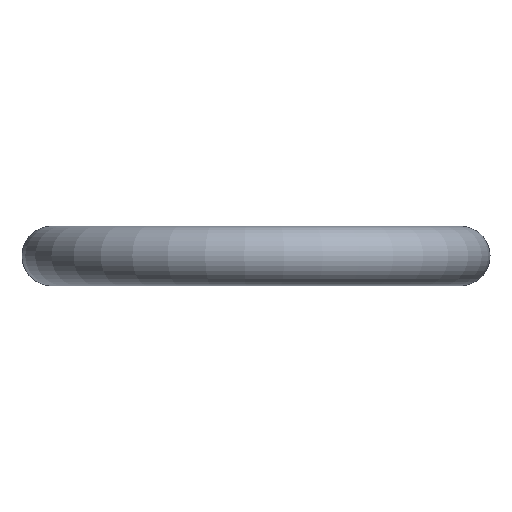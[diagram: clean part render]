
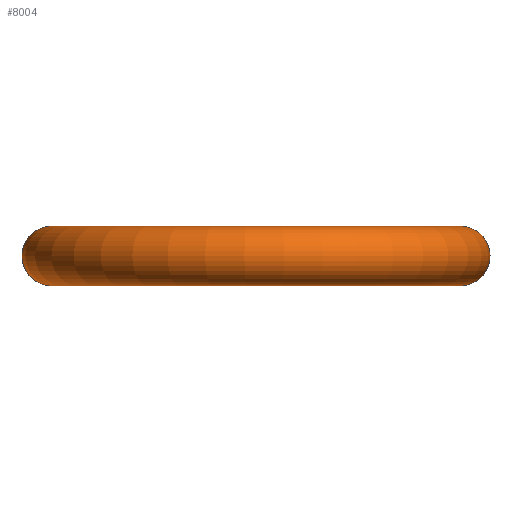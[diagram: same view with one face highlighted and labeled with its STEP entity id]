
A CAD part, front view. The second image highlights one B-rep face of the part: STEP entity #8004.
In plain terms, the highlighted toroidal (fillet/blend) face has major radius 48 mm and minor radius 7 mm.
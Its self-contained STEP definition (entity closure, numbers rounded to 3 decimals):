
#1094 = CARTESIAN_POINT ( 'NONE',  ( -48., 55., 0. ) ) ;
#1149 = DIRECTION ( 'NONE',  ( 0., 0., 1. ) ) ;
#1769 = VERTEX_POINT ( 'NONE', #2530 ) ;
#1851 = FACE_OUTER_BOUND ( 'NONE', #10091, .T. ) ;
#1893 = DIRECTION ( 'NONE',  ( 0., 0., -1. ) ) ;
#2310 = ORIENTED_EDGE ( 'NONE', *, *, #7529, .F. ) ;
#2489 = VERTEX_POINT ( 'NONE', #7932 ) ;
#2501 = AXIS2_PLACEMENT_3D ( 'NONE', #8246, #1149, #2779 ) ;
#2530 = CARTESIAN_POINT ( 'NONE',  ( -48., 55., -7. ) ) ;
#2632 = EDGE_CURVE ( 'NONE', #1769, #1769, #2762, .T. ) ;
#2762 = CIRCLE ( 'NONE', #5669, 7. ) ;
#2779 = DIRECTION ( 'NONE',  ( 1., 0., 0. ) ) ;
#2924 = TOROIDAL_SURFACE ( 'NONE', #2501, 48., 7. ) ;
#3899 = FACE_OUTER_BOUND ( 'NONE', #5350, .T. ) ;
#4481 = ORIENTED_EDGE ( 'NONE', *, *, #2632, .T. ) ;
#5350 = EDGE_LOOP ( 'NONE', ( #2310 ) ) ;
#5669 = AXIS2_PLACEMENT_3D ( 'NONE', #1094, #6547, #1893 ) ;
#6547 = DIRECTION ( 'NONE',  ( 0., -1., 0. ) ) ;
#7529 = EDGE_CURVE ( 'NONE', #2489, #2489, #9986, .T. ) ;
#7670 = CARTESIAN_POINT ( 'NONE',  ( 48., 55., 0. ) ) ;
#7932 = CARTESIAN_POINT ( 'NONE',  ( 48., 55., -7. ) ) ;
#8004 = ADVANCED_FACE ( 'NONE', ( #1851, #3899 ), #2924, .T. ) ;
#8188 = AXIS2_PLACEMENT_3D ( 'NONE', #7670, #8407, #8445 ) ;
#8246 = CARTESIAN_POINT ( 'NONE',  ( 0., 55., 0. ) ) ;
#8407 = DIRECTION ( 'NONE',  ( 0., 1., 0. ) ) ;
#8445 = DIRECTION ( 'NONE',  ( 0., 0., -1. ) ) ;
#9986 = CIRCLE ( 'NONE', #8188, 7. ) ;
#10091 = EDGE_LOOP ( 'NONE', ( #4481 ) ) ;
